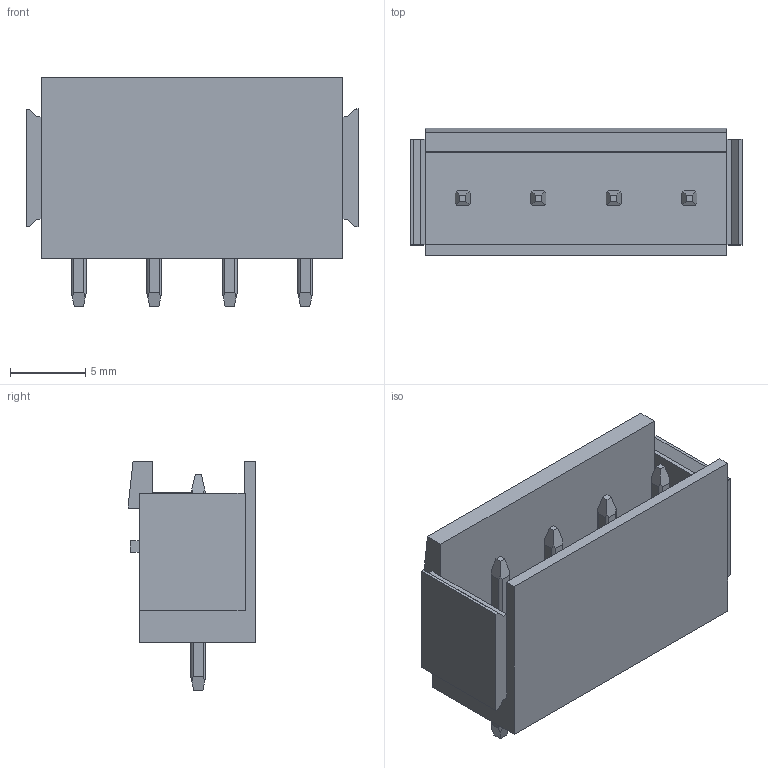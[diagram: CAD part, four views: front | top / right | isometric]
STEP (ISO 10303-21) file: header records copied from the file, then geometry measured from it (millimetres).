
FILE_DESCRIPTION(('CATIA V5 STEP Exchange','CAx-IF Rec.Pracs.--- Model Styling and Organization---1.4--- 2014-01-23'),'2;1');
FILE_NAME ('D1486603_0_1211260000_1211260000.stp','2021-05-14T09:11:09+00:00',('none'),('Weidmueller'),'CATIA Version 5-6 Release 2016 SP3 HF44','CATIA V5 STEP AP214','none');
FILE_SCHEMA(('AUTOMOTIVE_DESIGN { 1 0 10303 214 1 1 1 1 }'));
Length unit declared in the file: millimetre
Products named in the file (1): 1211260000
Bounding box: 22 x 8.43 x 15.2 mm (x, y, z)
Volume: 981.9 mm3; surface area: 1729.3 mm2
Topology: 5 solids, 5 shells, 151 faces, 411 edges, 270 vertices
Faces by surface type: plane 117, cylinder 34
Entity records: 4833 total; most frequent: CARTESIAN_POINT 1068, ORIENTED_EDGE 822, DIRECTION 585, EDGE_CURVE 411, VECTOR 307, LINE 307, VERTEX_POINT 270, AXIS2_PLACEMENT_3D 159
